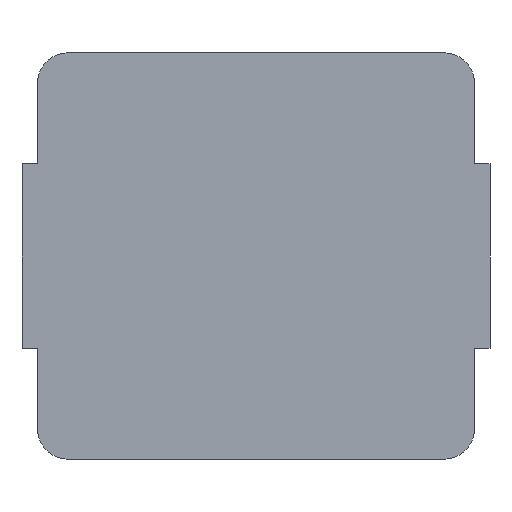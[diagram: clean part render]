
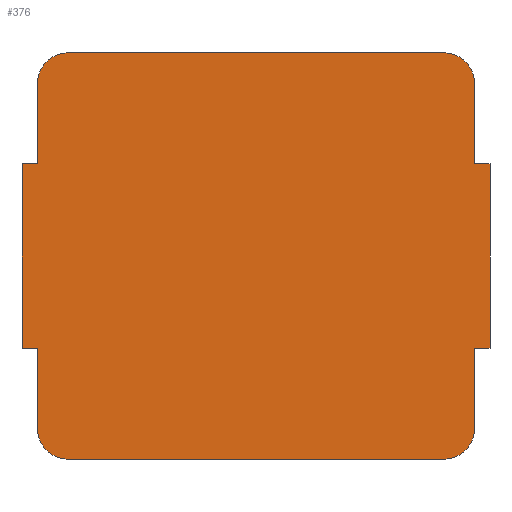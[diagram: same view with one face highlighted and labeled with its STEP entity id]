
A CAD part, front view. The second image highlights one B-rep face of the part: STEP entity #376.
In plain terms, the highlighted planar face has unit normal (0, -1, 0).
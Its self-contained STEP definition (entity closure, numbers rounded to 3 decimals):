
#16 = CARTESIAN_POINT ( 'NONE',  ( 3.55, 0., -2.8 ) ) ;
#17 = EDGE_CURVE ( 'NONE', #516, #589, #680, .T. ) ;
#21 = CARTESIAN_POINT ( 'NONE',  ( 3.55, 0., -1.5 ) ) ;
#28 = ORIENTED_EDGE ( 'NONE', *, *, #672, .T. ) ;
#31 = CIRCLE ( 'NONE', #154, 0.5 ) ;
#35 = VECTOR ( 'NONE', #626, 1000. ) ;
#38 = CARTESIAN_POINT ( 'NONE',  ( -3.55, 0., 1.5 ) ) ;
#43 = ORIENTED_EDGE ( 'NONE', *, *, #17, .F. ) ;
#44 = CARTESIAN_POINT ( 'NONE',  ( -3.05, 0., 2.8 ) ) ;
#46 = EDGE_CURVE ( 'NONE', #827, #291, #370, .T. ) ;
#51 = VERTEX_POINT ( 'NONE', #315 ) ;
#59 = VERTEX_POINT ( 'NONE', #439 ) ;
#67 = DIRECTION ( 'NONE',  ( 0., 0., 1. ) ) ;
#68 = ORIENTED_EDGE ( 'NONE', *, *, #46, .T. ) ;
#81 = DIRECTION ( 'NONE',  ( 1., 0., 0. ) ) ;
#83 = CARTESIAN_POINT ( 'NONE',  ( -3.8, 0., 1.5 ) ) ;
#88 = CIRCLE ( 'NONE', #401, 0.5 ) ;
#89 = LINE ( 'NONE', #563, #35 ) ;
#94 = ORIENTED_EDGE ( 'NONE', *, *, #655, .T. ) ;
#98 = EDGE_CURVE ( 'NONE', #855, #59, #465, .T. ) ;
#100 = CARTESIAN_POINT ( 'NONE',  ( -3.8, 0., 1.5 ) ) ;
#110 = ORIENTED_EDGE ( 'NONE', *, *, #617, .T. ) ;
#125 = ORIENTED_EDGE ( 'NONE', *, *, #779, .F. ) ;
#131 = DIRECTION ( 'NONE',  ( -1., 0., 0. ) ) ;
#138 = CARTESIAN_POINT ( 'NONE',  ( -3.55, 0., 3.3 ) ) ;
#142 = EDGE_CURVE ( 'NONE', #827, #816, #327, .T. ) ;
#148 = ORIENTED_EDGE ( 'NONE', *, *, #549, .F. ) ;
#154 = AXIS2_PLACEMENT_3D ( 'NONE', #565, #633, #770 ) ;
#169 = PLANE ( 'NONE',  #425 ) ;
#178 = ORIENTED_EDGE ( 'NONE', *, *, #325, .T. ) ;
#180 = CARTESIAN_POINT ( 'NONE',  ( -3.05, 0., -3.3 ) ) ;
#181 = EDGE_CURVE ( 'NONE', #51, #589, #637, .T. ) ;
#187 = CARTESIAN_POINT ( 'NONE',  ( -3.55, 0., -1.5 ) ) ;
#199 = CARTESIAN_POINT ( 'NONE',  ( -3.55, 0., 2.8 ) ) ;
#215 = VERTEX_POINT ( 'NONE', #865 ) ;
#223 = VECTOR ( 'NONE', #784, 1000. ) ;
#242 = ORIENTED_EDGE ( 'NONE', *, *, #741, .F. ) ;
#254 = VECTOR ( 'NONE', #67, 1000. ) ;
#267 = DIRECTION ( 'NONE',  ( 0., 0., -1. ) ) ;
#271 = AXIS2_PLACEMENT_3D ( 'NONE', #588, #734, #804 ) ;
#291 = VERTEX_POINT ( 'NONE', #83 ) ;
#299 = DIRECTION ( 'NONE',  ( 0., 0., -1. ) ) ;
#300 = EDGE_CURVE ( 'NONE', #516, #855, #426, .T. ) ;
#305 = VERTEX_POINT ( 'NONE', #353 ) ;
#315 = CARTESIAN_POINT ( 'NONE',  ( 3.05, 0., -3.3 ) ) ;
#325 = EDGE_CURVE ( 'NONE', #215, #305, #31, .T. ) ;
#327 = LINE ( 'NONE', #138, #513 ) ;
#344 = ORIENTED_EDGE ( 'NONE', *, *, #181, .T. ) ;
#352 = EDGE_CURVE ( 'NONE', #729, #780, #829, .T. ) ;
#353 = CARTESIAN_POINT ( 'NONE',  ( 3.05, 0., 3.3 ) ) ;
#359 = VECTOR ( 'NONE', #267, 1000. ) ;
#368 = DIRECTION ( 'NONE',  ( 0., -1., 0. ) ) ;
#369 = VECTOR ( 'NONE', #836, 1000. ) ;
#370 = LINE ( 'NONE', #384, #369 ) ;
#376 = ADVANCED_FACE ( 'NONE', ( #500 ), #169, .T. ) ;
#383 = CARTESIAN_POINT ( 'NONE',  ( 0., 0., 0. ) ) ;
#384 = CARTESIAN_POINT ( 'NONE',  ( -3.3, 0., 1.5 ) ) ;
#392 = LINE ( 'NONE', #792, #474 ) ;
#394 = VERTEX_POINT ( 'NONE', #508 ) ;
#398 = ORIENTED_EDGE ( 'NONE', *, *, #98, .T. ) ;
#401 = AXIS2_PLACEMENT_3D ( 'NONE', #44, #661, #646 ) ;
#404 = LINE ( 'NONE', #541, #641 ) ;
#425 = AXIS2_PLACEMENT_3D ( 'NONE', #383, #368, #777 ) ;
#426 = LINE ( 'NONE', #686, #440 ) ;
#439 = CARTESIAN_POINT ( 'NONE',  ( 3.8, 0., 1.5 ) ) ;
#440 = VECTOR ( 'NONE', #81, 1000. ) ;
#441 = DIRECTION ( 'NONE',  ( 0., -1., 0. ) ) ;
#451 = DIRECTION ( 'NONE',  ( 0., 0., -1. ) ) ;
#465 = LINE ( 'NONE', #873, #254 ) ;
#474 = VECTOR ( 'NONE', #789, 1000. ) ;
#477 = CARTESIAN_POINT ( 'NONE',  ( 3.3, 0., 1.5 ) ) ;
#485 = CARTESIAN_POINT ( 'NONE',  ( 3.55, 0., 3.3 ) ) ;
#489 = VECTOR ( 'NONE', #299, 1000. ) ;
#500 = FACE_OUTER_BOUND ( 'NONE', #743, .T. ) ;
#508 = CARTESIAN_POINT ( 'NONE',  ( -3.55, 0., -2.8 ) ) ;
#513 = VECTOR ( 'NONE', #673, 1000. ) ;
#515 = AXIS2_PLACEMENT_3D ( 'NONE', #867, #441, #578 ) ;
#516 = VERTEX_POINT ( 'NONE', #21 ) ;
#518 = VECTOR ( 'NONE', #131, 1000. ) ;
#528 = ORIENTED_EDGE ( 'NONE', *, *, #684, .F. ) ;
#541 = CARTESIAN_POINT ( 'NONE',  ( -3.55, 0., -3.3 ) ) ;
#549 = EDGE_CURVE ( 'NONE', #394, #780, #89, .T. ) ;
#563 = CARTESIAN_POINT ( 'NONE',  ( -3.55, 0., 3.3 ) ) ;
#565 = CARTESIAN_POINT ( 'NONE',  ( 3.05, 0., 2.8 ) ) ;
#573 = CARTESIAN_POINT ( 'NONE',  ( 3.55, 0., 1.5 ) ) ;
#578 = DIRECTION ( 'NONE',  ( 0., 0., -1. ) ) ;
#587 = CARTESIAN_POINT ( 'NONE',  ( -3.05, 0., 3.3 ) ) ;
#588 = CARTESIAN_POINT ( 'NONE',  ( 3.05, 0., -2.8 ) ) ;
#589 = VERTEX_POINT ( 'NONE', #16 ) ;
#597 = ORIENTED_EDGE ( 'NONE', *, *, #766, .T. ) ;
#602 = VERTEX_POINT ( 'NONE', #587 ) ;
#615 = VERTEX_POINT ( 'NONE', #573 ) ;
#617 = EDGE_CURVE ( 'NONE', #291, #729, #843, .T. ) ;
#626 = DIRECTION ( 'NONE',  ( 0., 0., 1. ) ) ;
#629 = VERTEX_POINT ( 'NONE', #180 ) ;
#633 = DIRECTION ( 'NONE',  ( 0., -1., 0. ) ) ;
#637 = CIRCLE ( 'NONE', #271, 0.5 ) ;
#640 = CIRCLE ( 'NONE', #515, 0.5 ) ;
#641 = VECTOR ( 'NONE', #803, 1000. ) ;
#646 = DIRECTION ( 'NONE',  ( 0., 0., -1. ) ) ;
#655 = EDGE_CURVE ( 'NONE', #602, #816, #88, .T. ) ;
#661 = DIRECTION ( 'NONE',  ( 0., -1., 0. ) ) ;
#672 = EDGE_CURVE ( 'NONE', #394, #629, #640, .T. ) ;
#673 = DIRECTION ( 'NONE',  ( 0., 0., 1. ) ) ;
#677 = ORIENTED_EDGE ( 'NONE', *, *, #142, .F. ) ;
#680 = LINE ( 'NONE', #485, #489 ) ;
#684 = EDGE_CURVE ( 'NONE', #215, #615, #849, .T. ) ;
#686 = CARTESIAN_POINT ( 'NONE',  ( 3.3, 0., -1.5 ) ) ;
#693 = VECTOR ( 'NONE', #451, 1000. ) ;
#696 = CARTESIAN_POINT ( 'NONE',  ( -3.3, 0., -1.5 ) ) ;
#708 = ORIENTED_EDGE ( 'NONE', *, *, #300, .T. ) ;
#709 = CARTESIAN_POINT ( 'NONE',  ( 3.55, 0., 3.3 ) ) ;
#713 = CARTESIAN_POINT ( 'NONE',  ( 3.8, 0., -1.5 ) ) ;
#724 = ORIENTED_EDGE ( 'NONE', *, *, #352, .T. ) ;
#729 = VERTEX_POINT ( 'NONE', #739 ) ;
#730 = LINE ( 'NONE', #477, #518 ) ;
#734 = DIRECTION ( 'NONE',  ( 0., -1., 0. ) ) ;
#739 = CARTESIAN_POINT ( 'NONE',  ( -3.8, 0., -1.5 ) ) ;
#741 = EDGE_CURVE ( 'NONE', #51, #629, #404, .T. ) ;
#743 = EDGE_LOOP ( 'NONE', ( #677, #68, #110, #724, #148, #28, #242, #344, #43, #708, #398, #597, #528, #178, #125, #94 ) ) ;
#766 = EDGE_CURVE ( 'NONE', #59, #615, #730, .T. ) ;
#770 = DIRECTION ( 'NONE',  ( 0., 0., -1. ) ) ;
#777 = DIRECTION ( 'NONE',  ( 0., 0., -1. ) ) ;
#779 = EDGE_CURVE ( 'NONE', #602, #305, #392, .T. ) ;
#780 = VERTEX_POINT ( 'NONE', #187 ) ;
#784 = DIRECTION ( 'NONE',  ( 1., 0., 0. ) ) ;
#789 = DIRECTION ( 'NONE',  ( 1., 0., 0. ) ) ;
#792 = CARTESIAN_POINT ( 'NONE',  ( -3.55, 0., 3.3 ) ) ;
#803 = DIRECTION ( 'NONE',  ( -1., 0., 0. ) ) ;
#804 = DIRECTION ( 'NONE',  ( 0., 0., -1. ) ) ;
#816 = VERTEX_POINT ( 'NONE', #199 ) ;
#827 = VERTEX_POINT ( 'NONE', #38 ) ;
#829 = LINE ( 'NONE', #696, #223 ) ;
#836 = DIRECTION ( 'NONE',  ( -1., 0., 0. ) ) ;
#843 = LINE ( 'NONE', #100, #693 ) ;
#849 = LINE ( 'NONE', #709, #359 ) ;
#855 = VERTEX_POINT ( 'NONE', #713 ) ;
#865 = CARTESIAN_POINT ( 'NONE',  ( 3.55, 0., 2.8 ) ) ;
#867 = CARTESIAN_POINT ( 'NONE',  ( -3.05, 0., -2.8 ) ) ;
#873 = CARTESIAN_POINT ( 'NONE',  ( 3.8, 0., 1.5 ) ) ;
